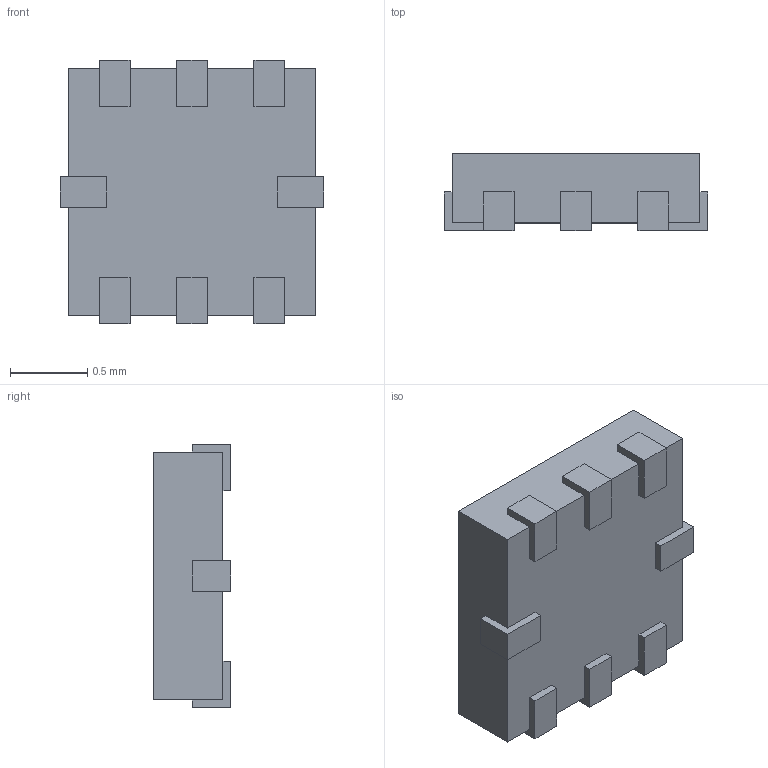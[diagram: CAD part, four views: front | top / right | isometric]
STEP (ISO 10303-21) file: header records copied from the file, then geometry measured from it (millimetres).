
FILE_DESCRIPTION (( 'STEP AP214' ), '1' );
FILE_NAME ( 'QFN8P50_160X160X50L30X20.STEP', '2020-05-22T10:58:29', ( '' ), ( '' ), 'Part was generated with the free Library Expert Lite available at www.PCBLibraries.com. Removing line will violate the End User License Agreement.', '©2017 PCB Libraries, Inc.', '' );
FILE_SCHEMA (( 'AUTOMOTIVE_DESIGN' ));
Length unit declared in the file: millimetre
Products named in the file (1): QFN8P50_160X160X50L30X20
Bounding box: 1.7 x 0.5 x 1.7 mm (x, y, z)
Volume: 1.2 mm3; surface area: 10.2 mm2
Topology: 9 solids, 9 shells, 73 faces, 162 edges, 108 vertices
Faces by surface type: plane 71, torus 2
Entity records: 2311 total; most frequent: CARTESIAN_POINT 344, ORIENTED_EDGE 324, DIRECTION 316, EDGE_CURVE 162, VECTOR 156, LINE 156, VERTEX_POINT 108, STYLED_ITEM 83
